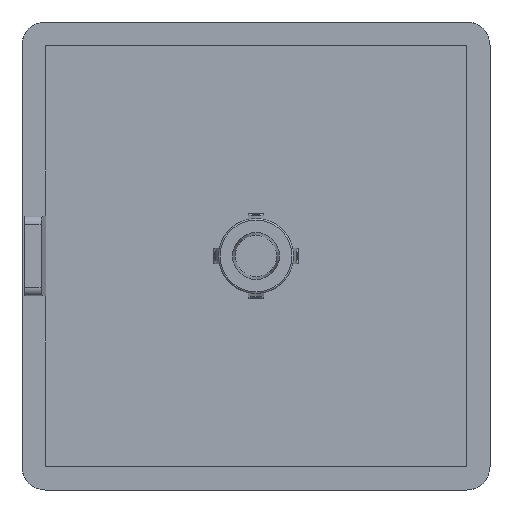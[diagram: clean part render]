
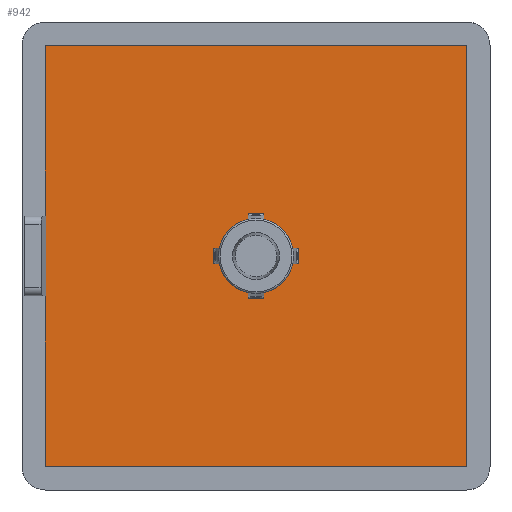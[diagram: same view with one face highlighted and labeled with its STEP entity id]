
A CAD part, front view. The second image highlights one B-rep face of the part: STEP entity #942.
In plain terms, the highlighted planar face has unit normal (0, -1, 0).
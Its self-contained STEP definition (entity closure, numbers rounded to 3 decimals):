
#47=FACE_BOUND('',#186,.T.);
#55=CIRCLE('',#1031,5.5);
#56=CIRCLE('',#1032,4.8);
#57=CIRCLE('',#1033,5.5);
#58=CIRCLE('',#1034,4.8);
#59=CIRCLE('',#1035,5.5);
#60=CIRCLE('',#1036,4.8);
#61=CIRCLE('',#1037,5.5);
#62=CIRCLE('',#1038,4.8);
#127=FACE_OUTER_BOUND('',#185,.T.);
#185=EDGE_LOOP('',(#671,#672,#673,#674,#675,#676,#677,#678));
#186=EDGE_LOOP('',(#679,#680,#681,#682,#683,#684,#685,#686,#687,#688,#689,
#690,#691,#692,#693,#694));
#237=LINE('',#1432,#310);
#247=LINE('',#1453,#320);
#254=LINE('',#1472,#327);
#265=LINE('',#1502,#338);
#267=LINE('',#1506,#340);
#269=LINE('',#1510,#342);
#270=LINE('',#1512,#343);
#271=LINE('',#1513,#344);
#272=LINE('',#1518,#345);
#273=LINE('',#1522,#346);
#274=LINE('',#1526,#347);
#275=LINE('',#1530,#348);
#276=LINE('',#1534,#349);
#277=LINE('',#1538,#350);
#278=LINE('',#1542,#351);
#279=LINE('',#1545,#352);
#310=VECTOR('',#1131,1000.);
#320=VECTOR('',#1143,1000.);
#327=VECTOR('',#1166,1000.);
#338=VECTOR('',#1189,1000.);
#340=VECTOR('',#1193,1000.);
#342=VECTOR('',#1197,1000.);
#343=VECTOR('',#1198,1000.);
#344=VECTOR('',#1199,1000.);
#345=VECTOR('',#1202,1000.);
#346=VECTOR('',#1205,1000.);
#347=VECTOR('',#1208,1000.);
#348=VECTOR('',#1211,1000.);
#349=VECTOR('',#1214,1000.);
#350=VECTOR('',#1217,1000.);
#351=VECTOR('',#1220,1000.);
#352=VECTOR('',#1223,1000.);
#383=VERTEX_POINT('',#1429);
#384=VERTEX_POINT('',#1431);
#393=VERTEX_POINT('',#1450);
#394=VERTEX_POINT('',#1452);
#411=VERTEX_POINT('',#1501);
#412=VERTEX_POINT('',#1505);
#413=VERTEX_POINT('',#1509);
#414=VERTEX_POINT('',#1511);
#415=VERTEX_POINT('',#1514);
#416=VERTEX_POINT('',#1515);
#417=VERTEX_POINT('',#1517);
#418=VERTEX_POINT('',#1519);
#419=VERTEX_POINT('',#1521);
#420=VERTEX_POINT('',#1523);
#421=VERTEX_POINT('',#1525);
#422=VERTEX_POINT('',#1527);
#423=VERTEX_POINT('',#1529);
#424=VERTEX_POINT('',#1531);
#425=VERTEX_POINT('',#1533);
#426=VERTEX_POINT('',#1535);
#427=VERTEX_POINT('',#1537);
#428=VERTEX_POINT('',#1539);
#429=VERTEX_POINT('',#1541);
#430=VERTEX_POINT('',#1543);
#475=EDGE_CURVE('',#383,#384,#237,.T.);
#485=EDGE_CURVE('',#394,#393,#247,.T.);
#496=EDGE_CURVE('',#394,#383,#254,.T.);
#511=EDGE_CURVE('',#384,#411,#265,.T.);
#513=EDGE_CURVE('',#412,#393,#267,.T.);
#515=EDGE_CURVE('',#413,#412,#269,.T.);
#516=EDGE_CURVE('',#414,#413,#270,.T.);
#517=EDGE_CURVE('',#411,#414,#271,.T.);
#518=EDGE_CURVE('',#415,#416,#55,.T.);
#519=EDGE_CURVE('',#415,#417,#272,.T.);
#520=EDGE_CURVE('',#417,#418,#56,.T.);
#521=EDGE_CURVE('',#418,#419,#273,.T.);
#522=EDGE_CURVE('',#420,#419,#57,.T.);
#523=EDGE_CURVE('',#420,#421,#274,.T.);
#524=EDGE_CURVE('',#421,#422,#58,.T.);
#525=EDGE_CURVE('',#422,#423,#275,.T.);
#526=EDGE_CURVE('',#424,#423,#59,.T.);
#527=EDGE_CURVE('',#424,#425,#276,.T.);
#528=EDGE_CURVE('',#425,#426,#60,.T.);
#529=EDGE_CURVE('',#426,#427,#277,.T.);
#530=EDGE_CURVE('',#428,#427,#61,.T.);
#531=EDGE_CURVE('',#428,#429,#278,.T.);
#532=EDGE_CURVE('',#429,#430,#62,.T.);
#533=EDGE_CURVE('',#430,#416,#279,.T.);
#671=ORIENTED_EDGE('',*,*,#475,.F.);
#672=ORIENTED_EDGE('',*,*,#496,.F.);
#673=ORIENTED_EDGE('',*,*,#485,.T.);
#674=ORIENTED_EDGE('',*,*,#513,.F.);
#675=ORIENTED_EDGE('',*,*,#515,.F.);
#676=ORIENTED_EDGE('',*,*,#516,.F.);
#677=ORIENTED_EDGE('',*,*,#517,.F.);
#678=ORIENTED_EDGE('',*,*,#511,.F.);
#679=ORIENTED_EDGE('',*,*,#518,.F.);
#680=ORIENTED_EDGE('',*,*,#519,.T.);
#681=ORIENTED_EDGE('',*,*,#520,.T.);
#682=ORIENTED_EDGE('',*,*,#521,.T.);
#683=ORIENTED_EDGE('',*,*,#522,.F.);
#684=ORIENTED_EDGE('',*,*,#523,.T.);
#685=ORIENTED_EDGE('',*,*,#524,.T.);
#686=ORIENTED_EDGE('',*,*,#525,.T.);
#687=ORIENTED_EDGE('',*,*,#526,.F.);
#688=ORIENTED_EDGE('',*,*,#527,.T.);
#689=ORIENTED_EDGE('',*,*,#528,.T.);
#690=ORIENTED_EDGE('',*,*,#529,.T.);
#691=ORIENTED_EDGE('',*,*,#530,.F.);
#692=ORIENTED_EDGE('',*,*,#531,.T.);
#693=ORIENTED_EDGE('',*,*,#532,.T.);
#694=ORIENTED_EDGE('',*,*,#533,.T.);
#912=PLANE('',#1030);
#942=ADVANCED_FACE('',(#127,#47),#912,.F.);
#1030=AXIS2_PLACEMENT_3D('',#1508,#1195,#1196);
#1031=AXIS2_PLACEMENT_3D('',#1516,#1200,#1201);
#1032=AXIS2_PLACEMENT_3D('',#1520,#1203,#1204);
#1033=AXIS2_PLACEMENT_3D('',#1524,#1206,#1207);
#1034=AXIS2_PLACEMENT_3D('',#1528,#1209,#1210);
#1035=AXIS2_PLACEMENT_3D('',#1532,#1212,#1213);
#1036=AXIS2_PLACEMENT_3D('',#1536,#1215,#1216);
#1037=AXIS2_PLACEMENT_3D('',#1540,#1218,#1219);
#1038=AXIS2_PLACEMENT_3D('',#1544,#1221,#1222);
#1131=DIRECTION('',(-1.,0.,0.));
#1143=DIRECTION('',(-1.,0.,0.));
#1166=DIRECTION('',(0.,0.,1.));
#1189=DIRECTION('',(0.,0.,1.));
#1193=DIRECTION('',(0.,0.,1.));
#1195=DIRECTION('center_axis',(0.,1.,0.));
#1196=DIRECTION('ref_axis',(0.,0.,1.));
#1197=DIRECTION('',(-1.,0.,0.));
#1198=DIRECTION('',(0.,0.,-1.));
#1199=DIRECTION('',(1.,0.,0.));
#1200=DIRECTION('center_axis',(0.,-1.,0.));
#1201=DIRECTION('ref_axis',(0.,0.,-1.));
#1202=DIRECTION('',(-1.,0.,0.));
#1203=DIRECTION('center_axis',(0.,1.,0.));
#1204=DIRECTION('ref_axis',(1.,0.,0.));
#1205=DIRECTION('',(0.,0.,-1.));
#1206=DIRECTION('center_axis',(0.,-1.,0.));
#1207=DIRECTION('ref_axis',(0.,0.,-1.));
#1208=DIRECTION('',(0.,0.,1.));
#1209=DIRECTION('center_axis',(0.,1.,0.));
#1210=DIRECTION('ref_axis',(1.,0.,0.));
#1211=DIRECTION('',(-1.,0.,0.));
#1212=DIRECTION('center_axis',(0.,-1.,0.));
#1213=DIRECTION('ref_axis',(0.,0.,-1.));
#1214=DIRECTION('',(1.,0.,0.));
#1215=DIRECTION('center_axis',(0.,1.,0.));
#1216=DIRECTION('ref_axis',(1.,0.,0.));
#1217=DIRECTION('',(0.,0.,1.));
#1218=DIRECTION('center_axis',(0.,-1.,0.));
#1219=DIRECTION('ref_axis',(0.,0.,-1.));
#1220=DIRECTION('',(0.,0.,-1.));
#1221=DIRECTION('center_axis',(0.,1.,0.));
#1222=DIRECTION('ref_axis',(1.,0.,0.));
#1223=DIRECTION('',(1.,0.,0.));
#1429=CARTESIAN_POINT('',(-26.95,-3.,5.1));
#1431=CARTESIAN_POINT('',(-27.,-3.,5.1));
#1432=CARTESIAN_POINT('',(-26.95,-3.,5.1));
#1450=CARTESIAN_POINT('',(-27.,-3.,-5.1));
#1452=CARTESIAN_POINT('',(-26.95,-3.,-5.1));
#1453=CARTESIAN_POINT('',(-26.95,-3.,-5.1));
#1472=CARTESIAN_POINT('',(-26.95,-3.,-5.1));
#1501=CARTESIAN_POINT('',(-27.,-3.,27.));
#1502=CARTESIAN_POINT('',(-27.,-3.,-27.));
#1505=CARTESIAN_POINT('',(-27.,-3.,-27.));
#1506=CARTESIAN_POINT('',(-27.,-3.,-27.));
#1508=CARTESIAN_POINT('Origin',(0.,-3.,0.));
#1509=CARTESIAN_POINT('',(27.,-3.,-27.));
#1510=CARTESIAN_POINT('',(27.,-3.,-27.));
#1511=CARTESIAN_POINT('',(27.,-3.,27.));
#1512=CARTESIAN_POINT('',(27.,-3.,27.));
#1513=CARTESIAN_POINT('',(-27.,-3.,27.));
#1514=CARTESIAN_POINT('',(5.408,-3.,-1.));
#1515=CARTESIAN_POINT('',(5.408,-3.,1.));
#1516=CARTESIAN_POINT('Origin',(0.,-3.,0.));
#1517=CARTESIAN_POINT('',(4.695,-3.,-1.));
#1518=CARTESIAN_POINT('',(5.408,-3.,-1.));
#1519=CARTESIAN_POINT('',(1.,-3.,-4.695));
#1520=CARTESIAN_POINT('Origin',(0.,-3.,0.));
#1521=CARTESIAN_POINT('',(1.,-3.,-5.408));
#1522=CARTESIAN_POINT('',(1.,-3.,-4.695));
#1523=CARTESIAN_POINT('',(-1.,-3.,-5.408));
#1524=CARTESIAN_POINT('Origin',(0.,-3.,0.));
#1525=CARTESIAN_POINT('',(-1.,-3.,-4.695));
#1526=CARTESIAN_POINT('',(-1.,-3.,-5.408));
#1527=CARTESIAN_POINT('',(-4.695,-3.,-1.));
#1528=CARTESIAN_POINT('Origin',(0.,-3.,0.));
#1529=CARTESIAN_POINT('',(-5.408,-3.,-1.));
#1530=CARTESIAN_POINT('',(-4.695,-3.,-1.));
#1531=CARTESIAN_POINT('',(-5.408,-3.,1.));
#1532=CARTESIAN_POINT('Origin',(0.,-3.,0.));
#1533=CARTESIAN_POINT('',(-4.695,-3.,1.));
#1534=CARTESIAN_POINT('',(-5.408,-3.,1.));
#1535=CARTESIAN_POINT('',(-1.,-3.,4.695));
#1536=CARTESIAN_POINT('Origin',(0.,-3.,0.));
#1537=CARTESIAN_POINT('',(-1.,-3.,5.408));
#1538=CARTESIAN_POINT('',(-1.,-3.,4.695));
#1539=CARTESIAN_POINT('',(1.,-3.,5.408));
#1540=CARTESIAN_POINT('Origin',(0.,-3.,0.));
#1541=CARTESIAN_POINT('',(1.,-3.,4.695));
#1542=CARTESIAN_POINT('',(1.,-3.,5.408));
#1543=CARTESIAN_POINT('',(4.695,-3.,1.));
#1544=CARTESIAN_POINT('Origin',(0.,-3.,0.));
#1545=CARTESIAN_POINT('',(4.695,-3.,1.));
